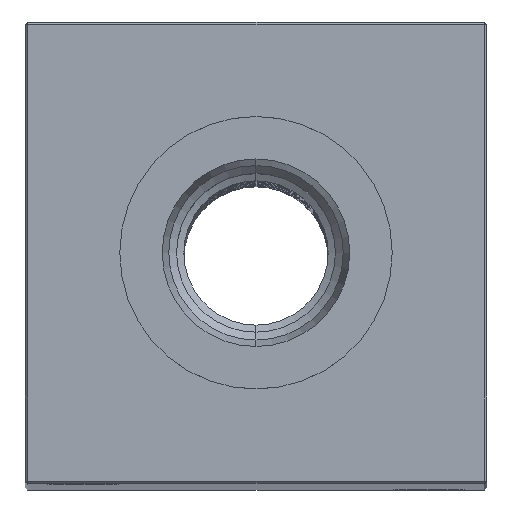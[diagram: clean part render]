
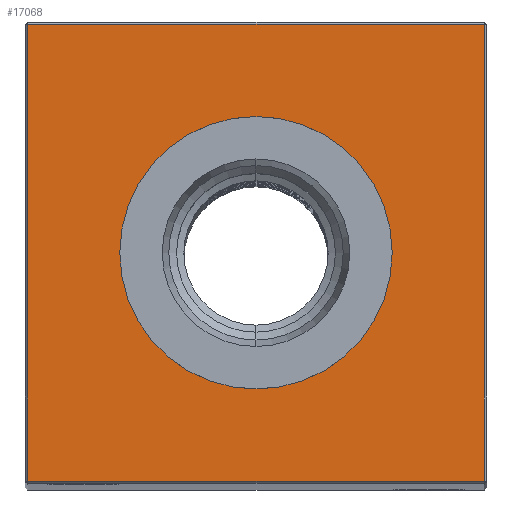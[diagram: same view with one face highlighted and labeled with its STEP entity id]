
A CAD part, top view. The second image highlights one B-rep face of the part: STEP entity #17068.
In plain terms, the highlighted planar face has unit normal (0, 0, 1).
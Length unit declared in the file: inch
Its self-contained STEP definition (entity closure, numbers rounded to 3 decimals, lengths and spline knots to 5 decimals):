
#120 = ORIENTED_EDGE ( 'NONE', *, *, #2732, .T. ) ;
#452 = CARTESIAN_POINT ( 'NONE',  ( -0.99, 0., 16.25 ) ) ;
#463 = VERTEX_POINT ( 'NONE', #15889 ) ;
#748 = DIRECTION ( 'NONE',  ( 1., 0., 0. ) ) ;
#862 = VECTOR ( 'NONE', #748, 39.37008 ) ;
#1068 = EDGE_CURVE ( 'NONE', #463, #23511, #2197, .T. ) ;
#1141 = ORIENTED_EDGE ( 'NONE', *, *, #1068, .T. ) ;
#1381 = FACE_BOUND ( 'NONE', #21845, .T. ) ;
#1865 = PLANE ( 'NONE',  #9355 ) ;
#2197 = LINE ( 'NONE', #12438, #13525 ) ;
#2732 = EDGE_CURVE ( 'NONE', #24853, #22220, #25202, .T. ) ;
#2778 = CARTESIAN_POINT ( 'NONE',  ( 0., 0., 16.25 ) ) ;
#5521 = DIRECTION ( 'NONE',  ( 0., 1., 0. ) ) ;
#6221 = LINE ( 'NONE', #452, #23325 ) ;
#7081 = DIRECTION ( 'NONE',  ( -1., 0., 0. ) ) ;
#8385 = EDGE_CURVE ( 'NONE', #23511, #24853, #6221, .T. ) ;
#9355 = AXIS2_PLACEMENT_3D ( 'NONE', #21538, #22019, #14590 ) ;
#11309 = EDGE_CURVE ( 'NONE', #25559, #26009, #29487, .T. ) ;
#12438 = CARTESIAN_POINT ( 'NONE',  ( 0., 0.99, 16.25 ) ) ;
#12986 = CARTESIAN_POINT ( 'NONE',  ( 0., 0.59055, 16.25 ) ) ;
#13525 = VECTOR ( 'NONE', #20019, 39.37008 ) ;
#14098 = EDGE_CURVE ( 'NONE', #26009, #25559, #30293, .T. ) ;
#14188 = AXIS2_PLACEMENT_3D ( 'NONE', #26753, #23625, #18497 ) ;
#14399 = ORIENTED_EDGE ( 'NONE', *, *, #14098, .T. ) ;
#14590 = DIRECTION ( 'NONE',  ( -1., 0., 0. ) ) ;
#15801 = EDGE_CURVE ( 'NONE', #22220, #463, #17894, .T. ) ;
#15889 = CARTESIAN_POINT ( 'NONE',  ( 0.99, 0.99, 16.25 ) ) ;
#16290 = DIRECTION ( 'NONE',  ( 0., -1., 0. ) ) ;
#17068 = ADVANCED_FACE ( 'NONE', ( #24004, #1381 ), #1865, .F. ) ;
#17894 = LINE ( 'NONE', #30780, #22529 ) ;
#18497 = DIRECTION ( 'NONE',  ( -1., 0., 0. ) ) ;
#20019 = DIRECTION ( 'NONE',  ( -1., 0., 0. ) ) ;
#20117 = ORIENTED_EDGE ( 'NONE', *, *, #15801, .T. ) ;
#21509 = ORIENTED_EDGE ( 'NONE', *, *, #8385, .T. ) ;
#21538 = CARTESIAN_POINT ( 'NONE',  ( 0., 0., 16.25 ) ) ;
#21845 = EDGE_LOOP ( 'NONE', ( #14399, #25713 ) ) ;
#22019 = DIRECTION ( 'NONE',  ( 0., 0., -1. ) ) ;
#22220 = VERTEX_POINT ( 'NONE', #28342 ) ;
#22529 = VECTOR ( 'NONE', #5521, 39.37008 ) ;
#22760 = CARTESIAN_POINT ( 'NONE',  ( -0.99, -0.99, 16.25 ) ) ;
#23325 = VECTOR ( 'NONE', #16290, 39.37008 ) ;
#23511 = VERTEX_POINT ( 'NONE', #26113 ) ;
#23625 = DIRECTION ( 'NONE',  ( 0., 0., -1. ) ) ;
#24004 = FACE_OUTER_BOUND ( 'NONE', #26057, .T. ) ;
#24853 = VERTEX_POINT ( 'NONE', #22760 ) ;
#25202 = LINE ( 'NONE', #28499, #862 ) ;
#25559 = VERTEX_POINT ( 'NONE', #29756 ) ;
#25713 = ORIENTED_EDGE ( 'NONE', *, *, #11309, .T. ) ;
#26009 = VERTEX_POINT ( 'NONE', #12986 ) ;
#26057 = EDGE_LOOP ( 'NONE', ( #21509, #120, #20117, #1141 ) ) ;
#26113 = CARTESIAN_POINT ( 'NONE',  ( -0.99, 0.99, 16.25 ) ) ;
#26753 = CARTESIAN_POINT ( 'NONE',  ( 0., 0., 16.25 ) ) ;
#27555 = DIRECTION ( 'NONE',  ( 0., 0., -1. ) ) ;
#28342 = CARTESIAN_POINT ( 'NONE',  ( 0.99, -0.99, 16.25 ) ) ;
#28499 = CARTESIAN_POINT ( 'NONE',  ( 0., -0.99, 16.25 ) ) ;
#29487 = CIRCLE ( 'NONE', #14188, 0.59055 ) ;
#29756 = CARTESIAN_POINT ( 'NONE',  ( 0., -0.59055, 16.25 ) ) ;
#30293 = CIRCLE ( 'NONE', #30812, 0.59055 ) ;
#30780 = CARTESIAN_POINT ( 'NONE',  ( 0.99, 0., 16.25 ) ) ;
#30812 = AXIS2_PLACEMENT_3D ( 'NONE', #2778, #27555, #7081 ) ;
